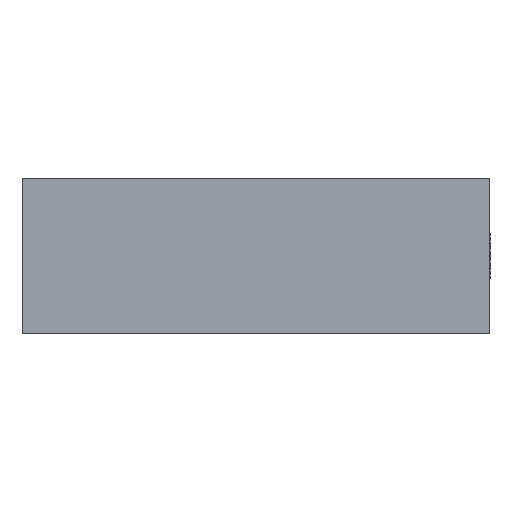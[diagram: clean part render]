
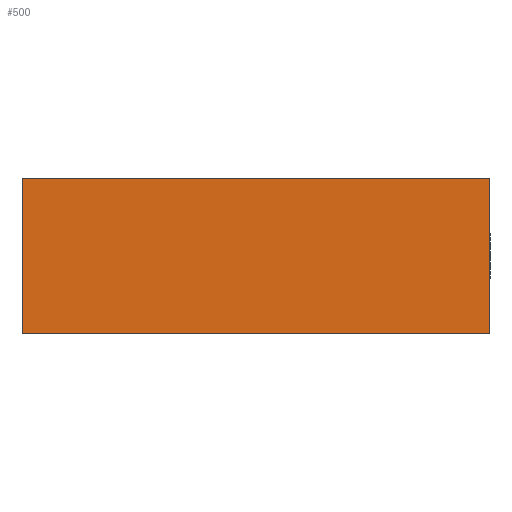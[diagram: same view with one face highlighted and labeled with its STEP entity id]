
A CAD part, left-side view. The second image highlights one B-rep face of the part: STEP entity #500.
In plain terms, the highlighted planar face has unit normal (-1, 0, 0).
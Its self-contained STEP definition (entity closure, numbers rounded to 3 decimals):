
#1 = VECTOR ( 'NONE', #65, 1000. ) ;
#6 = CARTESIAN_POINT ( 'NONE',  ( -166., 36., -6. ) ) ;
#31 = DIRECTION ( 'NONE',  ( 0., -1., 0. ) ) ;
#54 = VERTEX_POINT ( 'NONE', #6 ) ;
#65 = DIRECTION ( 'NONE',  ( 0., -1., 0. ) ) ;
#69 = ORIENTED_EDGE ( 'NONE', *, *, #406, .T. ) ;
#124 = CARTESIAN_POINT ( 'NONE',  ( -166., 0., -6. ) ) ;
#135 = CARTESIAN_POINT ( 'NONE',  ( -166., 36., 6. ) ) ;
#136 = VECTOR ( 'NONE', #496, 1000. ) ;
#142 = VERTEX_POINT ( 'NONE', #179 ) ;
#179 = CARTESIAN_POINT ( 'NONE',  ( -166., 0., 6. ) ) ;
#188 = ORIENTED_EDGE ( 'NONE', *, *, #294, .F. ) ;
#191 = VERTEX_POINT ( 'NONE', #135 ) ;
#208 = EDGE_CURVE ( 'NONE', #142, #498, #310, .T. ) ;
#237 = VECTOR ( 'NONE', #31, 1000. ) ;
#245 = DIRECTION ( 'NONE',  ( 1., 0., 0. ) ) ;
#294 = EDGE_CURVE ( 'NONE', #191, #142, #373, .T. ) ;
#297 = ORIENTED_EDGE ( 'NONE', *, *, #208, .F. ) ;
#302 = ORIENTED_EDGE ( 'NONE', *, *, #461, .T. ) ;
#310 = LINE ( 'NONE', #501, #136 ) ;
#335 = PLANE ( 'NONE',  #446 ) ;
#351 = LINE ( 'NONE', #379, #421 ) ;
#373 = LINE ( 'NONE', #577, #1 ) ;
#379 = CARTESIAN_POINT ( 'NONE',  ( -166., 36., 6. ) ) ;
#406 = EDGE_CURVE ( 'NONE', #54, #498, #443, .T. ) ;
#421 = VECTOR ( 'NONE', #531, 1000. ) ;
#425 = CARTESIAN_POINT ( 'NONE',  ( -166., 0., -6. ) ) ;
#437 = EDGE_LOOP ( 'NONE', ( #69, #297, #188, #302 ) ) ;
#443 = LINE ( 'NONE', #124, #237 ) ;
#446 = AXIS2_PLACEMENT_3D ( 'NONE', #526, #245, #475 ) ;
#461 = EDGE_CURVE ( 'NONE', #191, #54, #351, .T. ) ;
#475 = DIRECTION ( 'NONE',  ( 0., 0., -1. ) ) ;
#496 = DIRECTION ( 'NONE',  ( 0., 0., -1. ) ) ;
#498 = VERTEX_POINT ( 'NONE', #425 ) ;
#500 = ADVANCED_FACE ( 'NONE', ( #571 ), #335, .F. ) ;
#501 = CARTESIAN_POINT ( 'NONE',  ( -166., 0., 6. ) ) ;
#526 = CARTESIAN_POINT ( 'NONE',  ( -166., 0., 6. ) ) ;
#531 = DIRECTION ( 'NONE',  ( 0., 0., -1. ) ) ;
#571 = FACE_OUTER_BOUND ( 'NONE', #437, .T. ) ;
#577 = CARTESIAN_POINT ( 'NONE',  ( -166., 0., 6. ) ) ;
